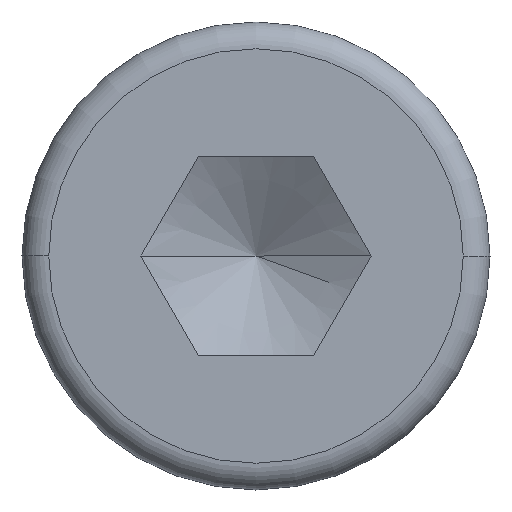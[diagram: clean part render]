
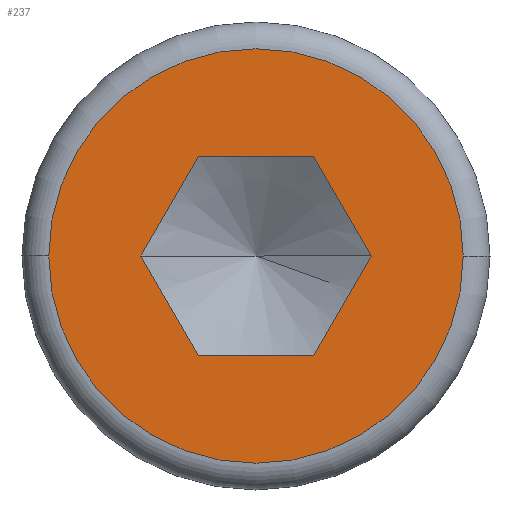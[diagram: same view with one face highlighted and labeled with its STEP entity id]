
A CAD part, left-side view. The second image highlights one B-rep face of the part: STEP entity #237.
In plain terms, the highlighted planar face has unit normal (-1, 0, 0).
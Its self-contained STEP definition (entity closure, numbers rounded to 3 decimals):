
#13 = VERTEX_POINT ( 'NONE', #606 ) ;
#26 = EDGE_CURVE ( 'NONE', #13, #27, #561, .T. ) ;
#27 = VERTEX_POINT ( 'NONE', #534 ) ;
#187 = EDGE_CURVE ( 'NONE', #27, #13, #515, .T. ) ;
#189 = EDGE_LOOP ( 'NONE', ( #203, #244, #210, #200, #239, #206 ) ) ;
#190 = ORIENTED_EDGE ( 'NONE', *, *, #187, .T. ) ;
#195 = EDGE_CURVE ( 'NONE', #238, #211, #468, .T. ) ;
#196 = EDGE_CURVE ( 'NONE', #198, #202, #520, .T. ) ;
#197 = EDGE_CURVE ( 'NONE', #202, #216, #450, .T. ) ;
#198 = VERTEX_POINT ( 'NONE', #446 ) ;
#199 = EDGE_CURVE ( 'NONE', #211, #219, #510, .T. ) ;
#200 = ORIENTED_EDGE ( 'NONE', *, *, #195, .F. ) ;
#201 = EDGE_CURVE ( 'NONE', #216, #238, #461, .T. ) ;
#202 = VERTEX_POINT ( 'NONE', #457 ) ;
#203 = ORIENTED_EDGE ( 'NONE', *, *, #196, .F. ) ;
#206 = ORIENTED_EDGE ( 'NONE', *, *, #197, .F. ) ;
#207 = EDGE_LOOP ( 'NONE', ( #229, #190 ) ) ;
#210 = ORIENTED_EDGE ( 'NONE', *, *, #199, .F. ) ;
#211 = VERTEX_POINT ( 'NONE', #456 ) ;
#216 = VERTEX_POINT ( 'NONE', #477 ) ;
#219 = VERTEX_POINT ( 'NONE', #622 ) ;
#229 = ORIENTED_EDGE ( 'NONE', *, *, #26, .T. ) ;
#237 = ADVANCED_FACE ( 'NONE', ( #640, #610 ), #609, .F. ) ;
#238 = VERTEX_POINT ( 'NONE', #624 ) ;
#239 = ORIENTED_EDGE ( 'NONE', *, *, #201, .F. ) ;
#244 = ORIENTED_EDGE ( 'NONE', *, *, #245, .F. ) ;
#245 = EDGE_CURVE ( 'NONE', #219, #198, #623, .T. ) ;
#444 = DIRECTION ( 'NONE',  ( 0., 0.5, 0.866 ) ) ;
#445 = VECTOR ( 'NONE', #444, 1000. ) ;
#446 = CARTESIAN_POINT ( 'NONE',  ( -4., -1.722, 0. ) ) ;
#447 = DIRECTION ( 'NONE',  ( 0., 1., 0. ) ) ;
#448 = VECTOR ( 'NONE', #447, 1000. ) ;
#449 = CARTESIAN_POINT ( 'NONE',  ( -4., -0.861, 1.491 ) ) ;
#450 = LINE ( 'NONE', #449, #448 ) ;
#456 = CARTESIAN_POINT ( 'NONE',  ( -4., 0.861, -1.491 ) ) ;
#457 = CARTESIAN_POINT ( 'NONE',  ( -4., -0.861, 1.491 ) ) ;
#458 = DIRECTION ( 'NONE',  ( 0., 0.5, -0.866 ) ) ;
#459 = VECTOR ( 'NONE', #458, 1000. ) ;
#460 = CARTESIAN_POINT ( 'NONE',  ( -4., 0.861, 1.491 ) ) ;
#461 = LINE ( 'NONE', #460, #459 ) ;
#468 = LINE ( 'NONE', #483, #482 ) ;
#477 = CARTESIAN_POINT ( 'NONE',  ( -4., 0.861, 1.491 ) ) ;
#479 = DIRECTION ( 'NONE',  ( 0., -1., 0. ) ) ;
#480 = DIRECTION ( 'NONE',  ( -1., 0., 0. ) ) ;
#481 = DIRECTION ( 'NONE',  ( 0., -0.5, -0.866 ) ) ;
#482 = VECTOR ( 'NONE', #481, 1000. ) ;
#483 = CARTESIAN_POINT ( 'NONE',  ( -4., 1.722, 0. ) ) ;
#507 = DIRECTION ( 'NONE',  ( 0., -1., 0. ) ) ;
#508 = VECTOR ( 'NONE', #507, 1000. ) ;
#509 = CARTESIAN_POINT ( 'NONE',  ( -4., 0.861, -1.491 ) ) ;
#510 = LINE ( 'NONE', #509, #508 ) ;
#513 = CARTESIAN_POINT ( 'NONE',  ( -4., 0., 0. ) ) ;
#514 = AXIS2_PLACEMENT_3D ( 'NONE', #513, #480, #479 ) ;
#515 = CIRCLE ( 'NONE', #514, 3.1 ) ;
#519 = CARTESIAN_POINT ( 'NONE',  ( -4., -1.722, 0. ) ) ;
#520 = LINE ( 'NONE', #519, #445 ) ;
#533 = CARTESIAN_POINT ( 'NONE',  ( -4., 0., 0. ) ) ;
#534 = CARTESIAN_POINT ( 'NONE',  ( -4., 3.1, 0. ) ) ;
#558 = DIRECTION ( 'NONE',  ( 0., -1., 0. ) ) ;
#559 = DIRECTION ( 'NONE',  ( -1., 0., 0. ) ) ;
#560 = AXIS2_PLACEMENT_3D ( 'NONE', #533, #559, #558 ) ;
#561 = CIRCLE ( 'NONE', #560, 3.1 ) ;
#606 = CARTESIAN_POINT ( 'NONE',  ( -4., -3.1, 0. ) ) ;
#609 = PLANE ( 'NONE',  #628 ) ;
#610 = FACE_OUTER_BOUND ( 'NONE', #207, .T. ) ;
#622 = CARTESIAN_POINT ( 'NONE',  ( -4., -0.861, -1.491 ) ) ;
#623 = LINE ( 'NONE', #685, #684 ) ;
#624 = CARTESIAN_POINT ( 'NONE',  ( -4., 1.722, 0. ) ) ;
#625 = DIRECTION ( 'NONE',  ( 0., 1., 0. ) ) ;
#626 = DIRECTION ( 'NONE',  ( 1., 0., 0. ) ) ;
#627 = CARTESIAN_POINT ( 'NONE',  ( -4., 1.722, 0. ) ) ;
#628 = AXIS2_PLACEMENT_3D ( 'NONE', #627, #626, #625 ) ;
#640 = FACE_BOUND ( 'NONE', #189, .T. ) ;
#683 = DIRECTION ( 'NONE',  ( 0., -0.5, 0.866 ) ) ;
#684 = VECTOR ( 'NONE', #683, 1000. ) ;
#685 = CARTESIAN_POINT ( 'NONE',  ( -4., -0.861, -1.491 ) ) ;
